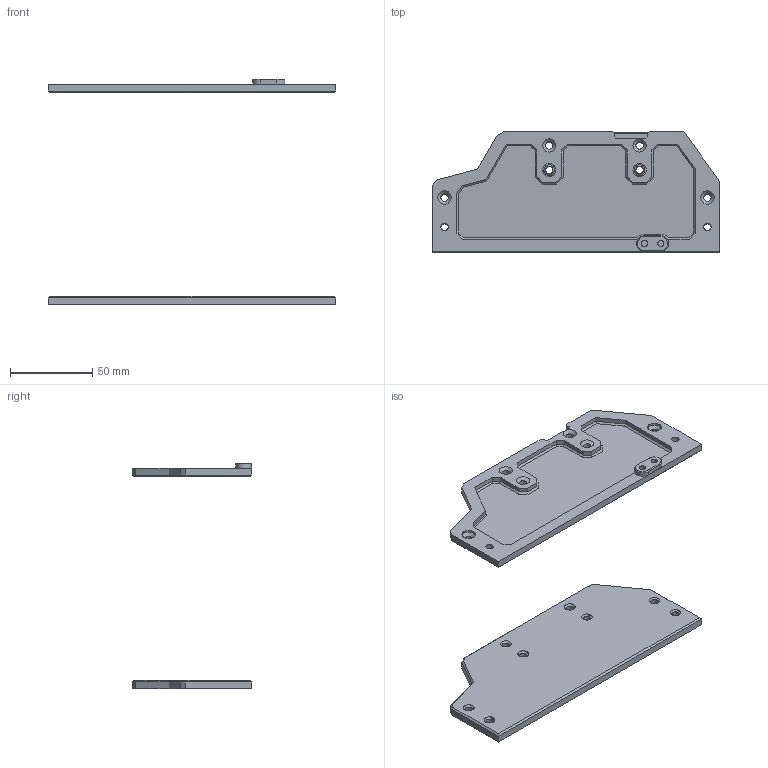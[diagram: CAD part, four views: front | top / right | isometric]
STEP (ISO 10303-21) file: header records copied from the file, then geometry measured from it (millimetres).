
FILE_DESCRIPTION(/* description */ (''),/* implementation_level */ '2;1');
FILE_NAME(/* name */ 'PSU Mounting plates.step',/* time_stamp */ '2024-11-17T17:41:53+01:00',/* author */ (''),/* organization */ (''),/* preprocessor_version */ 'ST-DEVELOPER v20',/* originating_system */ 'Autodesk Translation Framework v13.20.0.188',/* authorisation */ '');
FILE_SCHEMA (('AUTOMOTIVE_DESIGN { 1 0 10303 214 3 1 1 }'));
Length unit declared in the file: millimetre
Products named in the file (1): PSU_mounts
Bounding box: 175 x 73 x 137.5 mm (x, y, z)
Volume: 66693 mm3; surface area: 54144.5 mm2
Topology: 2 solids, 2 shells, 215 faces, 519 edges, 310 vertices
Faces by surface type: plane 163, cone 30, cylinder 22
Full cylindrical faces by diameter (mm): 3.75 x2, 4.5 x16, 8.25 x2
Entity records: 6172 total; most frequent: CARTESIAN_POINT 1049, ORIENTED_EDGE 1038, DIRECTION 1023, EDGE_CURVE 519, LINE 443, VECTOR 443, VERTEX_POINT 310, AXIS2_PLACEMENT_3D 290
